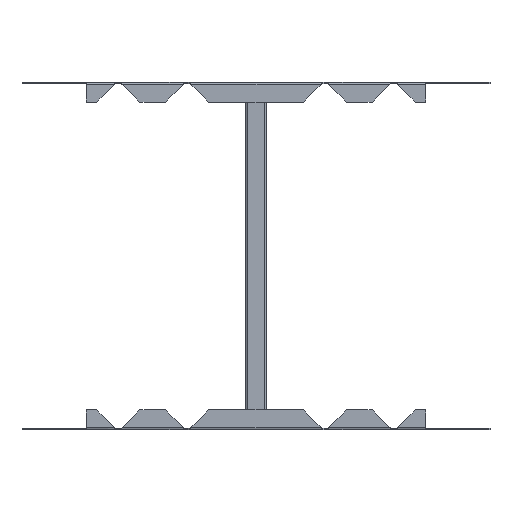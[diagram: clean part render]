
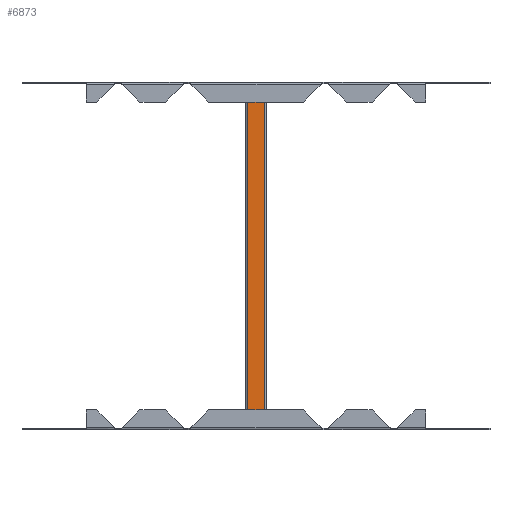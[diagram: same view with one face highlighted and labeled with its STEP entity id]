
A CAD part, front view. The second image highlights one B-rep face of the part: STEP entity #6873.
In plain terms, the highlighted planar face has unit normal (0, -1, 0).
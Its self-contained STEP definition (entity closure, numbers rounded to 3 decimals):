
#542 = AXIS2_PLACEMENT_3D ( 'NONE', #9023, #4142, #9837 ) ;
#912 = ORIENTED_EDGE ( 'NONE', *, *, #4443, .F. ) ;
#1182 = CARTESIAN_POINT ( 'NONE',  ( 12., 0., -246.5 ) ) ;
#1947 = VECTOR ( 'NONE', #2201, 1000. ) ;
#2028 = ORIENTED_EDGE ( 'NONE', *, *, #6609, .F. ) ;
#2165 = CARTESIAN_POINT ( 'NONE',  ( -12., 0., -246.5 ) ) ;
#2188 = VERTEX_POINT ( 'NONE', #1182 ) ;
#2201 = DIRECTION ( 'NONE',  ( 0., 0., 1. ) ) ;
#2307 = EDGE_CURVE ( 'NONE', #2188, #8724, #6679, .T. ) ;
#2560 = VECTOR ( 'NONE', #6946, 1000. ) ;
#2693 = CARTESIAN_POINT ( 'NONE',  ( 13.5, 0., 246.5 ) ) ;
#3920 = CARTESIAN_POINT ( 'NONE',  ( 12., 0., -246.5 ) ) ;
#3960 = FACE_OUTER_BOUND ( 'NONE', #6476, .T. ) ;
#4142 = DIRECTION ( 'NONE',  ( 0., 1., 0. ) ) ;
#4443 = EDGE_CURVE ( 'NONE', #8724, #9515, #9864, .T. ) ;
#4762 = DIRECTION ( 'NONE',  ( 0., 0., -1. ) ) ;
#5690 = PLANE ( 'NONE',  #542 ) ;
#5765 = EDGE_CURVE ( 'NONE', #9515, #7563, #6471, .T. ) ;
#6051 = VECTOR ( 'NONE', #7594, 1000. ) ;
#6441 = CARTESIAN_POINT ( 'NONE',  ( 12., 0., 246.5 ) ) ;
#6471 = LINE ( 'NONE', #2693, #6051 ) ;
#6476 = EDGE_LOOP ( 'NONE', ( #912, #7273, #2028, #7383 ) ) ;
#6609 = EDGE_CURVE ( 'NONE', #7563, #2188, #7444, .T. ) ;
#6679 = LINE ( 'NONE', #7195, #2560 ) ;
#6873 = ADVANCED_FACE ( 'NONE', ( #3960 ), #5690, .F. ) ;
#6946 = DIRECTION ( 'NONE',  ( -1., 0., 0. ) ) ;
#7195 = CARTESIAN_POINT ( 'NONE',  ( -13.5, 0., -246.5 ) ) ;
#7273 = ORIENTED_EDGE ( 'NONE', *, *, #2307, .F. ) ;
#7383 = ORIENTED_EDGE ( 'NONE', *, *, #5765, .F. ) ;
#7444 = LINE ( 'NONE', #3920, #7525 ) ;
#7525 = VECTOR ( 'NONE', #4762, 1000. ) ;
#7563 = VERTEX_POINT ( 'NONE', #6441 ) ;
#7594 = DIRECTION ( 'NONE',  ( 1., 0., 0. ) ) ;
#8265 = CARTESIAN_POINT ( 'NONE',  ( -12., 0., 246.5 ) ) ;
#8724 = VERTEX_POINT ( 'NONE', #10521 ) ;
#9023 = CARTESIAN_POINT ( 'NONE',  ( -12., 0., -246.5 ) ) ;
#9515 = VERTEX_POINT ( 'NONE', #8265 ) ;
#9837 = DIRECTION ( 'NONE',  ( -1., 0., 0. ) ) ;
#9864 = LINE ( 'NONE', #2165, #1947 ) ;
#10521 = CARTESIAN_POINT ( 'NONE',  ( -12., 0., -246.5 ) ) ;
